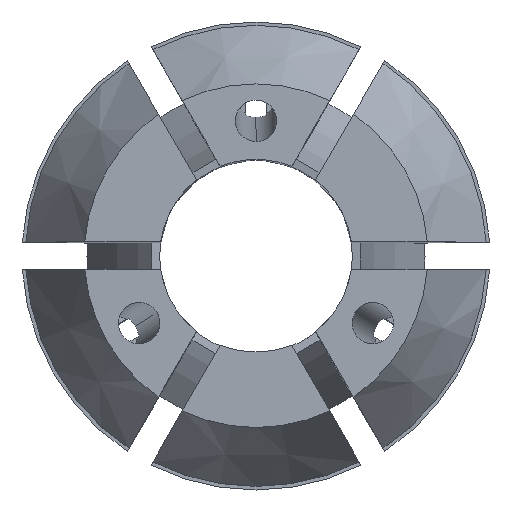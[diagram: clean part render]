
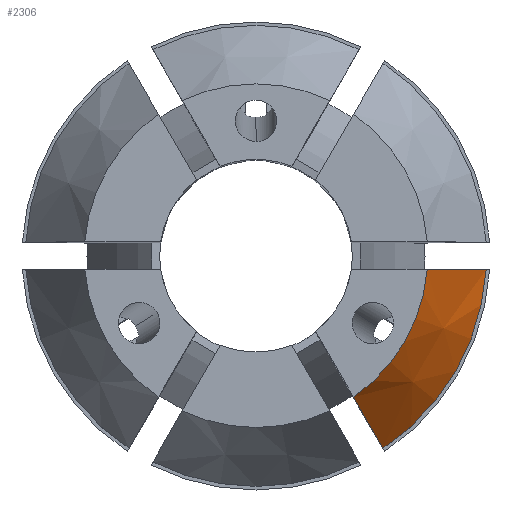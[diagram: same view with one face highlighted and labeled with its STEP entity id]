
A CAD part, top view. The second image highlights one B-rep face of the part: STEP entity #2306.
In plain terms, the highlighted conical face has half-angle 30 degrees and reference radius 8.375 mm.
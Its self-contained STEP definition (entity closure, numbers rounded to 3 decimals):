
#54 = VERTEX_POINT ( 'NONE', #460 ) ;
#120 = EDGE_CURVE ( 'NONE', #3270, #584, #3161, .T. ) ;
#160 = B_SPLINE_CURVE_WITH_KNOTS ( 'NONE', 3,
 ( #1476, #1894, #629, #239 ),
 .UNSPECIFIED., .F., .F.,
 ( 4, 4 ),
 ( 0.012, 0.016 ),
 .UNSPECIFIED. ) ;
#207 = ORIENTED_EDGE ( 'NONE', *, *, #120, .F. ) ;
#239 = CARTESIAN_POINT ( 'NONE',  ( 6.22, -0.5, 27.5 ) ) ;
#289 = AXIS2_PLACEMENT_3D ( 'NONE', #1712, #1065, #3335 ) ;
#460 = CARTESIAN_POINT ( 'NONE',  ( 3.543, -5.137, 27.5 ) ) ;
#584 = VERTEX_POINT ( 'NONE', #1196 ) ;
#629 = CARTESIAN_POINT ( 'NONE',  ( 6.934, -0.5, 26.268 ) ) ;
#642 = CARTESIAN_POINT ( 'NONE',  ( 6.22, -0.5, 27.5 ) ) ;
#719 = DIRECTION ( 'NONE',  ( -1., 0., 0. ) ) ;
#1035 = AXIS2_PLACEMENT_3D ( 'NONE', #1697, #1726, #719 ) ;
#1065 = DIRECTION ( 'NONE',  ( 0., 0., -1. ) ) ;
#1089 = CARTESIAN_POINT ( 'NONE',  ( 3.9, -5.755, 26.268 ) ) ;
#1195 = DIRECTION ( 'NONE',  ( -1., 0., 0. ) ) ;
#1196 = CARTESIAN_POINT ( 'NONE',  ( 4.613, -6.99, 23.803 ) ) ;
#1358 = EDGE_CURVE ( 'NONE', #3270, #3909, #160, .T. ) ;
#1476 = CARTESIAN_POINT ( 'NONE',  ( 8.36, -0.5, 23.803 ) ) ;
#1567 = ORIENTED_EDGE ( 'NONE', *, *, #2096, .T. ) ;
#1651 = ORIENTED_EDGE ( 'NONE', *, *, #2835, .T. ) ;
#1693 = CARTESIAN_POINT ( 'NONE',  ( 4.257, -6.373, 25.035 ) ) ;
#1697 = CARTESIAN_POINT ( 'NONE',  ( 0., 0., 27.5 ) ) ;
#1712 = CARTESIAN_POINT ( 'NONE',  ( 0., 0., 23.803 ) ) ;
#1726 = DIRECTION ( 'NONE',  ( 0., 0., -1. ) ) ;
#1838 = CARTESIAN_POINT ( 'NONE',  ( 0., 0., 23.803 ) ) ;
#1894 = CARTESIAN_POINT ( 'NONE',  ( 7.647, -0.5, 25.035 ) ) ;
#2015 = CARTESIAN_POINT ( 'NONE',  ( 4.613, -6.99, 23.803 ) ) ;
#2096 = EDGE_CURVE ( 'NONE', #54, #584, #3696, .T. ) ;
#2306 = ADVANCED_FACE ( 'NONE', ( #4040 ), #2784, .T. ) ;
#2645 = CARTESIAN_POINT ( 'NONE',  ( 3.543, -5.137, 27.5 ) ) ;
#2784 = CONICAL_SURFACE ( 'NONE', #3228, 8.375, 0.524 ) ;
#2835 = EDGE_CURVE ( 'NONE', #3909, #54, #3873, .T. ) ;
#3132 = CARTESIAN_POINT ( 'NONE',  ( 8.36, -0.5, 23.803 ) ) ;
#3161 = CIRCLE ( 'NONE', #289, 8.375 ) ;
#3228 = AXIS2_PLACEMENT_3D ( 'NONE', #1838, #4071, #1195 ) ;
#3270 = VERTEX_POINT ( 'NONE', #3132 ) ;
#3335 = DIRECTION ( 'NONE',  ( -1., 0., 0. ) ) ;
#3469 = EDGE_LOOP ( 'NONE', ( #1651, #1567, #207, #3663 ) ) ;
#3663 = ORIENTED_EDGE ( 'NONE', *, *, #1358, .T. ) ;
#3696 = B_SPLINE_CURVE_WITH_KNOTS ( 'NONE', 3,
 ( #2645, #1089, #1693, #2015 ),
 .UNSPECIFIED., .F., .F.,
 ( 4, 4 ),
 ( 0., 0.004 ),
 .UNSPECIFIED. ) ;
#3873 = CIRCLE ( 'NONE', #1035, 6.24 ) ;
#3909 = VERTEX_POINT ( 'NONE', #642 ) ;
#4040 = FACE_OUTER_BOUND ( 'NONE', #3469, .T. ) ;
#4071 = DIRECTION ( 'NONE',  ( 0., 0., -1. ) ) ;
